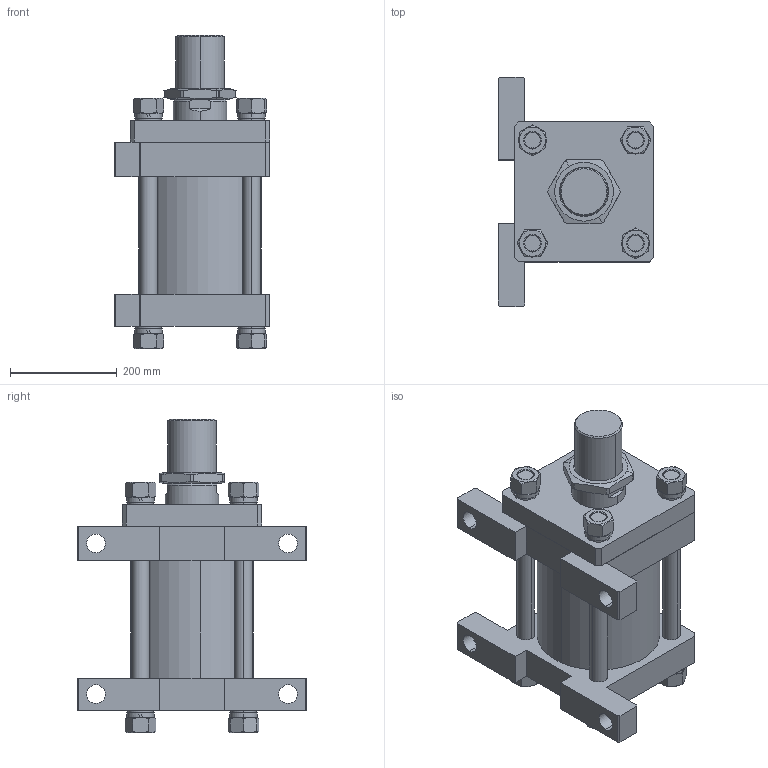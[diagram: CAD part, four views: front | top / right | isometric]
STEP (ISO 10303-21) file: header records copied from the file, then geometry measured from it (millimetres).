
FILE_DESCRIPTION (( 'STEP AP203' ), '1' );
FILE_NAME ('HOB-200-100-100-LA.STEP', '2021-04-27T10:41:53', ( '微软用户' ), ( '微软中国' ), 'SwSTEP 2.0', 'SolidWorks 2012', '' );
FILE_SCHEMA (( 'CONFIG_CONTROL_DESIGN' ));
Length unit declared in the file: millimetre
Products named in the file (11): HOB-200-100-100楊擘; HOB-200-100-100-LA前盖; HOB-200-100-100-LA綴裔; HOB-200-100-100活塞杆; HOB-200-100-100掛极; HOB-200-100-100嶺裝; plain washers for clevis pins gb_GB_ROUND_WASHERS_TYPE7 33; spring lock washers--normal type gb_GB_FASTENER_WASHER_SW 33; hex nuts, style 1-grades ab gb_GB_FASTENER_NUT_SNAB1  B M33-N; M90x2綠20; HOB-200-100-100-LA
Assembly tree (34 placements, depth 2):
  HOB-200-100-100-LA
    HOB-200-100-100楊擘
    HOB-200-100-100-LA前盖
    HOB-200-100-100-LA綴裔
    HOB-200-100-100掛极
    HOB-200-100-100活塞杆
    HOB-200-100-100嶺裝  x4
    plain washers for clevis pins gb_GB_ROUND_WASHERS_TYPE7 33  x8
    spring lock washers--normal type gb_GB_FASTENER_WASHER_SW 33  x8
    hex nuts, style 1-grades ab gb_GB_FASTENER_NUT_SNAB1  B M33-N  x8
    M90x2綠20
Bounding box: 292 x 430 x 587.2 mm (x, y, z)
Volume: 20620734.3 mm3; surface area: 1739375.3 mm2
Topology: 34 solids, 34 shells, 495 faces, 1138 edges, 720 vertices
Faces by surface type: plane 197, cylinder 177, cone 109, torus 12
Entity records: 9247 total; most frequent: CARTESIAN_POINT 1654, DIRECTION 1305, ORIENTED_EDGE 1128, EDGE_CURVE 564, AXIS2_PLACEMENT_3D 512, VERTEX_POINT 360, EDGE_LOOP 290, LINE 281
